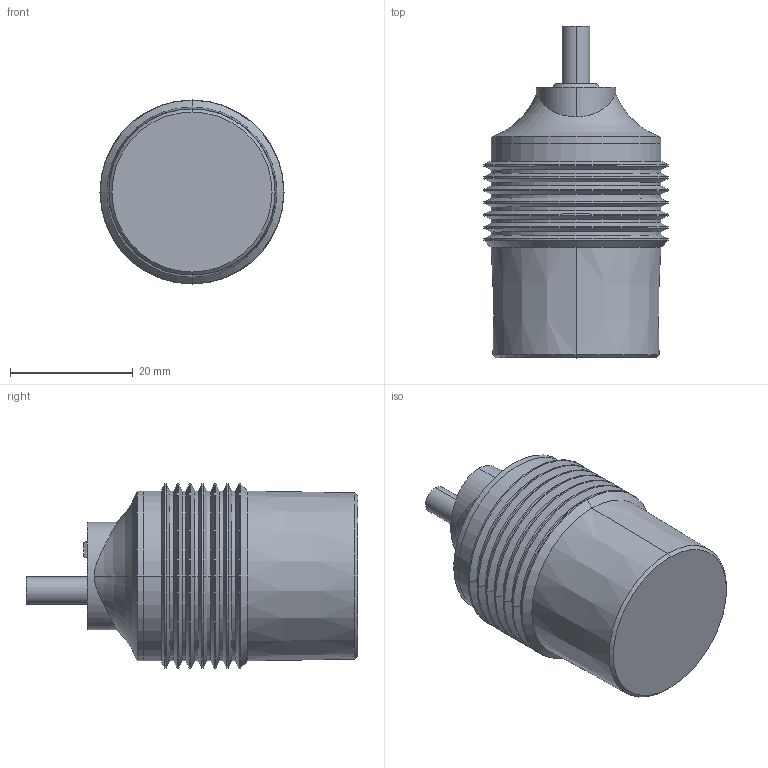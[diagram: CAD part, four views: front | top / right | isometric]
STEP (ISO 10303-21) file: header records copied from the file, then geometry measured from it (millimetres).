
FILE_DESCRIPTION(('STEP AP214'),'1');
FILE_NAME('cctmp_5E99CDE8-1A25-4F4D-B05C-37EEB40615E7_2022_07_21_11_33_40_0594..stp','2022-07-21T09:33:40',('Pepperl+Fuchs GmbH'),('CADClick - www.CADClick.com'),'Spatial InterOp 3D',' ','unknown authorization');
FILE_SCHEMA(('AUTOMOTIVE_DESIGN'));
Length unit declared in the file: millimetre
Products named in the file (6): cc_unnamed; NBN25-30GM35-E2_4; NBN25-30GM35-E2_3; NBN25-30GM35-E2_2; NBN25-30GM35-E2_1; NBN25-30GM35-E2
Assembly tree (5 placements, depth 2):
  cc_unnamed
    NBN25-30GM35-E2_4
    NBN25-30GM35-E2_3
    NBN25-30GM35-E2_2
    NBN25-30GM35-E2_1
    NBN25-30GM35-E2
Bounding box: 30 x 54.1 x 30 mm (x, y, z)
Volume: 19824.5 mm3; surface area: 11849.1 mm2
Topology: 6 solids, 6 shells, 108 faces, 226 edges, 131 vertices
Faces by surface type: cone 45, cylinder 41, plane 18, bspline 2, torus 2
Entity records: 4007 total; most frequent: CARTESIAN_POINT 636, DIRECTION 549, ORIENTED_EDGE 442, AXIS2_PLACEMENT_3D 228, EDGE_CURVE 221, VERTEX_POINT 132, STYLED_ITEM 114, PRESENTATION_STYLE_ASSIGNMENT 114
